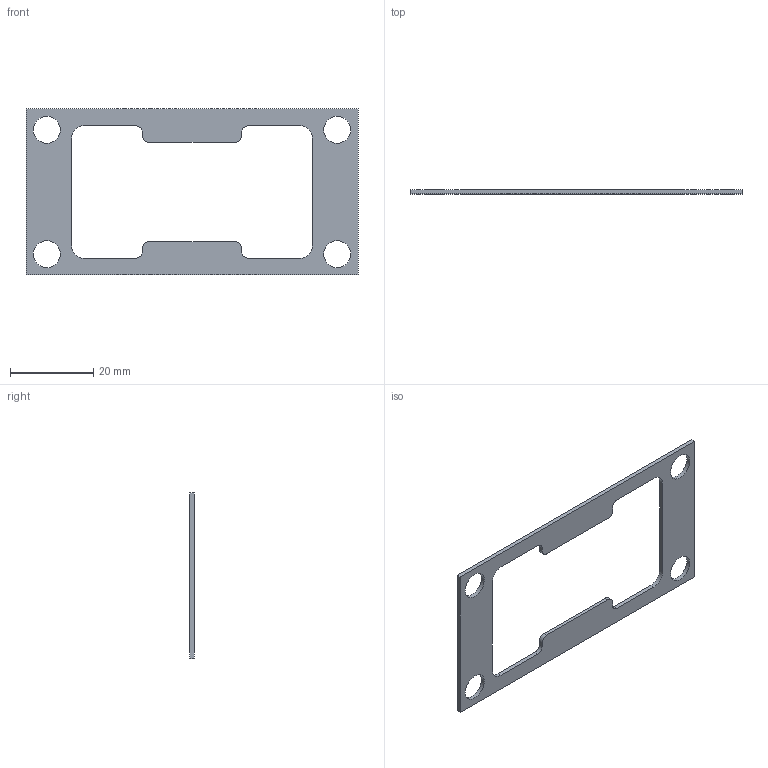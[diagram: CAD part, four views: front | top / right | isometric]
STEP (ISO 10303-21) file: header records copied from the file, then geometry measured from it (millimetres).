
FILE_DESCRIPTION(('Creo Elements/Direct Modeling STEP Export'),'2;1');
FILE_NAME('44.0365.1_Dichtung_80x40x1.stp','2022-03-21T 9:02:51',(''),(''),'PTC Creo Elements/Direct Modeling STEP processor for AP214 (Solid Model)','PTC Creo Elements/Direct Modeling 19.0C 15-Aug-2015 (C) Parametric Technology GmbH','');
FILE_SCHEMA(('AUTOMOTIVE_DESIGN { 1 0 10303 214 1 1 1 1 }'));
Length unit declared in the file: millimetre
Products named in the file (2): Dichtung_80x40x1_44.0365.1_PX175577
Assembly tree (1 placements, depth 2):
  Dichtung_80x40x1_44.0365.1_PX175577
    Dichtung_80x40x1_44.0365.1_PX175577
Bounding box: 80 x 1 x 40 mm (x, y, z)
Volume: 1411 mm3; surface area: 3329 mm2
Topology: 1 solids, 1 shells, 38 faces, 108 edges, 72 vertices
Faces by surface type: cylinder 20, plane 18
Entity records: 1277 total; most frequent: ORIENTED_EDGE 216, CARTESIAN_POINT 212, DIRECTION 212, EDGE_CURVE 108, AXIS2_PLACEMENT_3D 72, VERTEX_POINT 72, VECTOR 68, LINE 68
